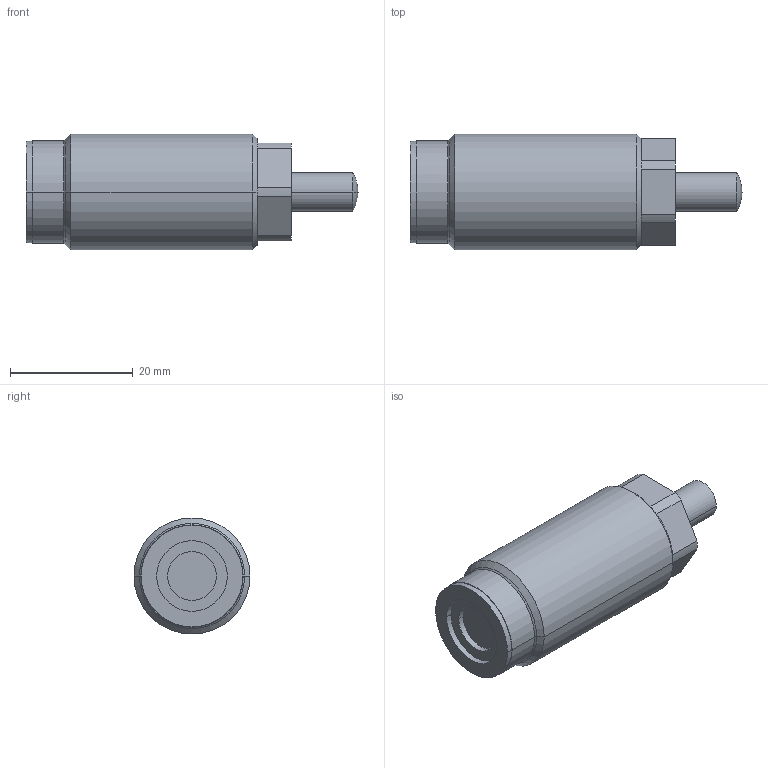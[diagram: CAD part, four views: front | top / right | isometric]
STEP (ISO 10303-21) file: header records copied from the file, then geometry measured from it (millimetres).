
FILE_DESCRIPTION((''),'2;1');
FILE_NAME('ILC21010505','2016-05-04T',('maj'),(''),'PRO/ENGINEER BY PARAMETRIC TECHNOLOGY CORPORATION, 2013320','PRO/ENGINEER BY PARAMETRIC TECHNOLOGY CORPORATION, 2013320','');
FILE_SCHEMA(('AUTOMOTIVE_DESIGN { 1 0 10303 214 1 1 1 1 }'));
Length unit declared in the file: inch
Products named in the file (1): ILC21010505
Bounding box: 54.03 x 18.87 x 18.87 mm (x, y, z)
Volume: 11456.4 mm3; surface area: 5368.4 mm2
Topology: 2 solids, 3 shells, 44 faces, 94 edges, 55 vertices
Faces by surface type: cylinder 20, plane 18, cone 4, sphere 2
Entity records: 1233 total; most frequent: DIRECTION 232, CARTESIAN_POINT 193, ORIENTED_EDGE 182, AXIS2_PLACEMENT_3D 95, EDGE_CURVE 92, VERTEX_POINT 55, CIRCLE 50, EDGE_LOOP 48
